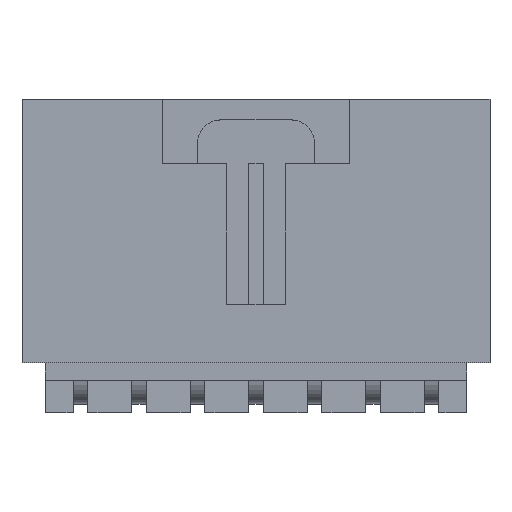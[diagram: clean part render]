
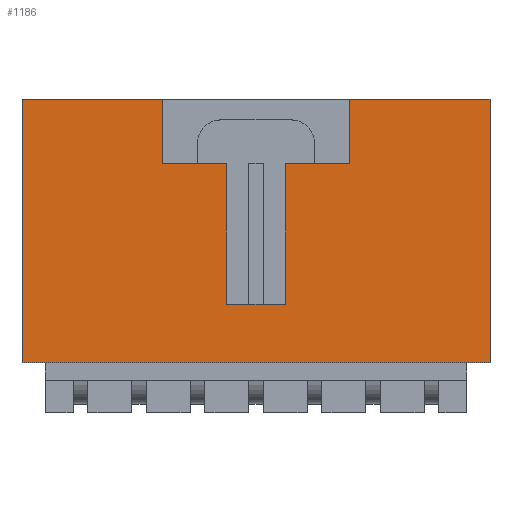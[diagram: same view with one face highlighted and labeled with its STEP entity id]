
A CAD part, top view. The second image highlights one B-rep face of the part: STEP entity #1186.
In plain terms, the highlighted planar face has unit normal (0, 0, 1).
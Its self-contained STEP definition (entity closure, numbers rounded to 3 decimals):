
#80 = VERTEX_POINT('',#81);
#81 = CARTESIAN_POINT('',(-10.16,1.445,5.54));
#87 = EDGE_CURVE('',#88,#80,#90,.T.);
#88 = VERTEX_POINT('',#89);
#89 = CARTESIAN_POINT('',(10.16,1.445,5.54));
#90 = LINE('',#91,#92);
#91 = CARTESIAN_POINT('',(10.16,1.445,5.54));
#92 = VECTOR('',#93,1.);
#93 = DIRECTION('',(-1.,0.,0.));
#475 = VERTEX_POINT('',#476);
#476 = CARTESIAN_POINT('',(10.16,12.875,5.54));
#482 = EDGE_CURVE('',#483,#475,#485,.T.);
#483 = VERTEX_POINT('',#484);
#484 = CARTESIAN_POINT('',(4.064,12.875,5.54));
#485 = LINE('',#486,#487);
#486 = CARTESIAN_POINT('',(4.064,12.875,5.54));
#487 = VECTOR('',#488,1.);
#488 = DIRECTION('',(1.,0.,0.));
#507 = VERTEX_POINT('',#508);
#508 = CARTESIAN_POINT('',(-4.064,12.875,5.54));
#514 = EDGE_CURVE('',#515,#507,#517,.T.);
#515 = VERTEX_POINT('',#516);
#516 = CARTESIAN_POINT('',(-10.16,12.875,5.54));
#517 = LINE('',#518,#519);
#518 = CARTESIAN_POINT('',(-10.16,12.875,5.54));
#519 = VECTOR('',#520,1.);
#520 = DIRECTION('',(1.,0.,0.));
#742 = VERTEX_POINT('',#743);
#743 = CARTESIAN_POINT('',(1.27,3.985,5.54));
#749 = EDGE_CURVE('',#742,#750,#752,.T.);
#750 = VERTEX_POINT('',#751);
#751 = CARTESIAN_POINT('',(-1.27,3.985,5.54));
#752 = LINE('',#753,#754);
#753 = CARTESIAN_POINT('',(1.27,3.985,5.54));
#754 = VECTOR('',#755,1.);
#755 = DIRECTION('',(-1.,0.,0.));
#1158 = EDGE_CURVE('',#1159,#750,#1161,.T.);
#1159 = VERTEX_POINT('',#1160);
#1160 = CARTESIAN_POINT('',(-1.27,10.081,5.54));
#1161 = LINE('',#1162,#1163);
#1162 = CARTESIAN_POINT('',(-1.27,10.081,5.54));
#1163 = VECTOR('',#1164,1.);
#1164 = DIRECTION('',(0.,-1.,0.));
#1186 = ADVANCED_FACE('',(#1187),#1258,.T.);
#1187 = FACE_BOUND('',#1188,.F.);
#1188 = EDGE_LOOP('',(#1189,#1190,#1198,#1206,#1214,#1220,#1221,#1227,
    #1228,#1234,#1235,#1243,#1251,#1257));
#1189 = ORIENTED_EDGE('',*,*,#749,.F.);
#1190 = ORIENTED_EDGE('',*,*,#1191,.F.);
#1191 = EDGE_CURVE('',#1192,#742,#1194,.T.);
#1192 = VERTEX_POINT('',#1193);
#1193 = CARTESIAN_POINT('',(1.27,10.081,5.54));
#1194 = LINE('',#1195,#1196);
#1195 = CARTESIAN_POINT('',(1.27,10.081,5.54));
#1196 = VECTOR('',#1197,1.);
#1197 = DIRECTION('',(0.,-1.,0.));
#1198 = ORIENTED_EDGE('',*,*,#1199,.F.);
#1199 = EDGE_CURVE('',#1200,#1192,#1202,.T.);
#1200 = VERTEX_POINT('',#1201);
#1201 = CARTESIAN_POINT('',(3.048,10.081,5.54));
#1202 = LINE('',#1203,#1204);
#1203 = CARTESIAN_POINT('',(3.048,10.081,5.54));
#1204 = VECTOR('',#1205,1.);
#1205 = DIRECTION('',(-1.,0.,0.));
#1206 = ORIENTED_EDGE('',*,*,#1207,.T.);
#1207 = EDGE_CURVE('',#1200,#1208,#1210,.T.);
#1208 = VERTEX_POINT('',#1209);
#1209 = CARTESIAN_POINT('',(4.064,10.081,5.54));
#1210 = LINE('',#1211,#1212);
#1211 = CARTESIAN_POINT('',(3.048,10.081,5.54));
#1212 = VECTOR('',#1213,1.);
#1213 = DIRECTION('',(1.,0.,0.));
#1214 = ORIENTED_EDGE('',*,*,#1215,.T.);
#1215 = EDGE_CURVE('',#1208,#483,#1216,.T.);
#1216 = LINE('',#1217,#1218);
#1217 = CARTESIAN_POINT('',(4.064,10.081,5.54));
#1218 = VECTOR('',#1219,1.);
#1219 = DIRECTION('',(0.,1.,0.));
#1220 = ORIENTED_EDGE('',*,*,#482,.T.);
#1221 = ORIENTED_EDGE('',*,*,#1222,.F.);
#1222 = EDGE_CURVE('',#88,#475,#1223,.T.);
#1223 = LINE('',#1224,#1225);
#1224 = CARTESIAN_POINT('',(10.16,1.445,5.54));
#1225 = VECTOR('',#1226,1.);
#1226 = DIRECTION('',(0.,1.,0.));
#1227 = ORIENTED_EDGE('',*,*,#87,.T.);
#1228 = ORIENTED_EDGE('',*,*,#1229,.T.);
#1229 = EDGE_CURVE('',#80,#515,#1230,.T.);
#1230 = LINE('',#1231,#1232);
#1231 = CARTESIAN_POINT('',(-10.16,1.445,5.54));
#1232 = VECTOR('',#1233,1.);
#1233 = DIRECTION('',(0.,1.,0.));
#1234 = ORIENTED_EDGE('',*,*,#514,.T.);
#1235 = ORIENTED_EDGE('',*,*,#1236,.F.);
#1236 = EDGE_CURVE('',#1237,#507,#1239,.T.);
#1237 = VERTEX_POINT('',#1238);
#1238 = CARTESIAN_POINT('',(-4.064,10.081,5.54));
#1239 = LINE('',#1240,#1241);
#1240 = CARTESIAN_POINT('',(-4.064,10.081,5.54));
#1241 = VECTOR('',#1242,1.);
#1242 = DIRECTION('',(0.,1.,0.));
#1243 = ORIENTED_EDGE('',*,*,#1244,.T.);
#1244 = EDGE_CURVE('',#1237,#1245,#1247,.T.);
#1245 = VERTEX_POINT('',#1246);
#1246 = CARTESIAN_POINT('',(-3.048,10.081,5.54));
#1247 = LINE('',#1248,#1249);
#1248 = CARTESIAN_POINT('',(-4.064,10.081,5.54));
#1249 = VECTOR('',#1250,1.);
#1250 = DIRECTION('',(1.,0.,0.));
#1251 = ORIENTED_EDGE('',*,*,#1252,.F.);
#1252 = EDGE_CURVE('',#1159,#1245,#1253,.T.);
#1253 = LINE('',#1254,#1255);
#1254 = CARTESIAN_POINT('',(-1.27,10.081,5.54));
#1255 = VECTOR('',#1256,1.);
#1256 = DIRECTION('',(-1.,0.,0.));
#1257 = ORIENTED_EDGE('',*,*,#1158,.T.);
#1258 = PLANE('',#1259);
#1259 = AXIS2_PLACEMENT_3D('',#1260,#1261,#1262);
#1260 = CARTESIAN_POINT('',(-10.16,1.445,5.54));
#1261 = DIRECTION('',(0.,0.,1.));
#1262 = DIRECTION('',(1.,0.,0.));
